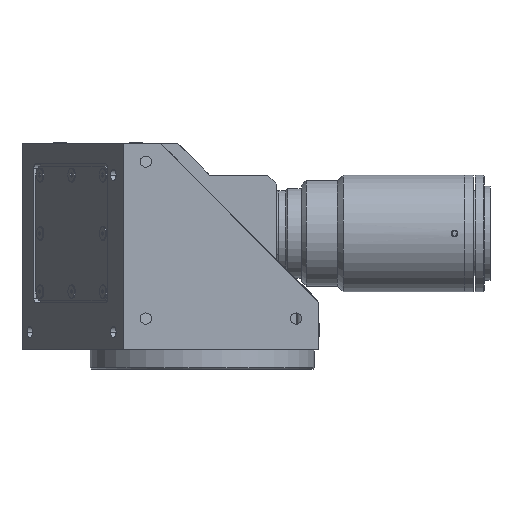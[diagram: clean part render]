
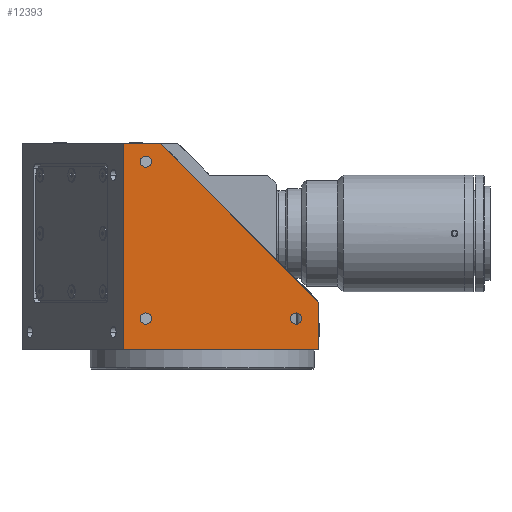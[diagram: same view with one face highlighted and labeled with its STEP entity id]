
A CAD part, front view. The second image highlights one B-rep face of the part: STEP entity #12393.
In plain terms, the highlighted planar face has unit normal (0, -1, 0).
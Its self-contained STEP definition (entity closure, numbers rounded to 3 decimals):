
#100 = AXIS2_PLACEMENT_3D ( 'NONE', #3662, #213, #6825 ) ;
#213 = DIRECTION ( 'NONE',  ( 0., -1., 0. ) ) ;
#225 = EDGE_CURVE ( 'NONE', #9673, #4301, #2195, .T. ) ;
#247 = FACE_BOUND ( 'NONE', #6242, .T. ) ;
#364 = DIRECTION ( 'NONE',  ( 0., 0., -1. ) ) ;
#463 = EDGE_CURVE ( 'NONE', #4086, #9115, #12533, .T. ) ;
#706 = VERTEX_POINT ( 'NONE', #1157 ) ;
#816 = ORIENTED_EDGE ( 'NONE', *, *, #1893, .T. ) ;
#1009 = VERTEX_POINT ( 'NONE', #5172 ) ;
#1157 = CARTESIAN_POINT ( 'NONE',  ( -35.185, -52., 190.192 ) ) ;
#1568 = CIRCLE ( 'NONE', #12107, 2.5 ) ;
#1575 = CARTESIAN_POINT ( 'NONE',  ( -25.185, -52., 206.692 ) ) ;
#1609 = LINE ( 'NONE', #3812, #4992 ) ;
#1893 = EDGE_CURVE ( 'NONE', #5011, #1009, #3678, .T. ) ;
#2005 = EDGE_CURVE ( 'NONE', #11699, #3604, #1568, .T. ) ;
#2070 = CARTESIAN_POINT ( 'NONE',  ( 52., -52., 180.192 ) ) ;
#2139 = VECTOR ( 'NONE', #9934, 1000. ) ;
#2195 = CIRCLE ( 'NONE', #2211, 2.5 ) ;
#2211 = AXIS2_PLACEMENT_3D ( 'NONE', #10381, #7350, #8532 ) ;
#2488 = CARTESIAN_POINT ( 'NONE',  ( 41.815, -52., 204.192 ) ) ;
#2514 = PLANE ( 'NONE',  #7258 ) ;
#2719 = DIRECTION ( 'NONE',  ( 0., 0., 1. ) ) ;
#2943 = DIRECTION ( 'NONE',  ( 0., -1., 0. ) ) ;
#3382 = EDGE_CURVE ( 'NONE', #3604, #11699, #3703, .T. ) ;
#3433 = EDGE_LOOP ( 'NONE', ( #6700, #816, #6889, #14472, #9851 ) ) ;
#3460 = DIRECTION ( 'NONE',  ( -0.707, 0., 0.707 ) ) ;
#3604 = VERTEX_POINT ( 'NONE', #11008 ) ;
#3662 = CARTESIAN_POINT ( 'NONE',  ( -25.185, -52., 274.192 ) ) ;
#3678 = LINE ( 'NONE', #9049, #4196 ) ;
#3703 = CIRCLE ( 'NONE', #9339, 2.5 ) ;
#3812 = CARTESIAN_POINT ( 'NONE',  ( -35.185, -52., 282.192 ) ) ;
#3814 = EDGE_LOOP ( 'NONE', ( #14448, #3986 ) ) ;
#3894 = ORIENTED_EDGE ( 'NONE', *, *, #3382, .F. ) ;
#3986 = ORIENTED_EDGE ( 'NONE', *, *, #463, .F. ) ;
#4086 = VERTEX_POINT ( 'NONE', #11114 ) ;
#4196 = VECTOR ( 'NONE', #3460, 1000. ) ;
#4278 = CIRCLE ( 'NONE', #12025, 2.5 ) ;
#4301 = VERTEX_POINT ( 'NONE', #13079 ) ;
#4350 = AXIS2_PLACEMENT_3D ( 'NONE', #13016, #2943, #7431 ) ;
#4396 = CARTESIAN_POINT ( 'NONE',  ( 41.815, -52., 206.692 ) ) ;
#4637 = DIRECTION ( 'NONE',  ( 0., 0., -1. ) ) ;
#4782 = DIRECTION ( 'NONE',  ( 0., -1., 0. ) ) ;
#4940 = VECTOR ( 'NONE', #2719, 1000. ) ;
#4992 = VECTOR ( 'NONE', #6095, 1000. ) ;
#5011 = VERTEX_POINT ( 'NONE', #5646 ) ;
#5172 = CARTESIAN_POINT ( 'NONE',  ( -18.787, -52., 282.192 ) ) ;
#5646 = CARTESIAN_POINT ( 'NONE',  ( 52., -52., 211.405 ) ) ;
#6039 = CARTESIAN_POINT ( 'NONE',  ( -35.185, -52., 180.192 ) ) ;
#6095 = DIRECTION ( 'NONE',  ( 1., 0., 0. ) ) ;
#6137 = DIRECTION ( 'NONE',  ( 0., -1., 0. ) ) ;
#6242 = EDGE_LOOP ( 'NONE', ( #13327, #11523 ) ) ;
#6454 = DIRECTION ( 'NONE',  ( 0., 0., -1. ) ) ;
#6468 = ORIENTED_EDGE ( 'NONE', *, *, #2005, .F. ) ;
#6700 = ORIENTED_EDGE ( 'NONE', *, *, #13780, .T. ) ;
#6825 = DIRECTION ( 'NONE',  ( 0., 0., -1. ) ) ;
#6857 = CARTESIAN_POINT ( 'NONE',  ( -35.185, -52., 180.192 ) ) ;
#6889 = ORIENTED_EDGE ( 'NONE', *, *, #10127, .F. ) ;
#7258 = AXIS2_PLACEMENT_3D ( 'NONE', #6857, #4782, #4637 ) ;
#7350 = DIRECTION ( 'NONE',  ( 0., -1., 0. ) ) ;
#7431 = DIRECTION ( 'NONE',  ( 0., 0., -1. ) ) ;
#7655 = LINE ( 'NONE', #2070, #2139 ) ;
#7877 = FACE_OUTER_BOUND ( 'NONE', #3433, .T. ) ;
#8330 = LINE ( 'NONE', #12806, #9404 ) ;
#8532 = DIRECTION ( 'NONE',  ( 0., 0., -1. ) ) ;
#8910 = FACE_BOUND ( 'NONE', #3814, .T. ) ;
#9049 = CARTESIAN_POINT ( 'NONE',  ( -18.787, -52., 282.192 ) ) ;
#9115 = VERTEX_POINT ( 'NONE', #11826 ) ;
#9339 = AXIS2_PLACEMENT_3D ( 'NONE', #2488, #10286, #364 ) ;
#9404 = VECTOR ( 'NONE', #13025, 1000. ) ;
#9673 = VERTEX_POINT ( 'NONE', #1575 ) ;
#9692 = EDGE_CURVE ( 'NONE', #4301, #9673, #4278, .T. ) ;
#9705 = LINE ( 'NONE', #6039, #4940 ) ;
#9851 = ORIENTED_EDGE ( 'NONE', *, *, #13458, .T. ) ;
#9934 = DIRECTION ( 'NONE',  ( 0., 0., 1. ) ) ;
#10127 = EDGE_CURVE ( 'NONE', #13279, #1009, #1609, .T. ) ;
#10286 = DIRECTION ( 'NONE',  ( 0., -1., 0. ) ) ;
#10381 = CARTESIAN_POINT ( 'NONE',  ( -25.185, -52., 204.192 ) ) ;
#10948 = VERTEX_POINT ( 'NONE', #12816 ) ;
#11008 = CARTESIAN_POINT ( 'NONE',  ( 41.815, -52., 201.692 ) ) ;
#11053 = CARTESIAN_POINT ( 'NONE',  ( -35.185, -52., 282.192 ) ) ;
#11114 = CARTESIAN_POINT ( 'NONE',  ( -25.185, -52., 276.692 ) ) ;
#11523 = ORIENTED_EDGE ( 'NONE', *, *, #225, .F. ) ;
#11588 = EDGE_CURVE ( 'NONE', #9115, #4086, #14453, .T. ) ;
#11686 = CARTESIAN_POINT ( 'NONE',  ( 41.815, -52., 204.192 ) ) ;
#11699 = VERTEX_POINT ( 'NONE', #4396 ) ;
#11826 = CARTESIAN_POINT ( 'NONE',  ( -25.185, -52., 271.692 ) ) ;
#12025 = AXIS2_PLACEMENT_3D ( 'NONE', #12741, #6137, #12815 ) ;
#12107 = AXIS2_PLACEMENT_3D ( 'NONE', #11686, #12862, #6454 ) ;
#12393 = ADVANCED_FACE ( 'NONE', ( #8910, #14202, #247, #7877 ), #2514, .T. ) ;
#12533 = CIRCLE ( 'NONE', #100, 2.5 ) ;
#12741 = CARTESIAN_POINT ( 'NONE',  ( -25.185, -52., 204.192 ) ) ;
#12806 = CARTESIAN_POINT ( 'NONE',  ( -35.185, -52., 190.192 ) ) ;
#12815 = DIRECTION ( 'NONE',  ( 0., 0., -1. ) ) ;
#12816 = CARTESIAN_POINT ( 'NONE',  ( 52., -52., 190.192 ) ) ;
#12862 = DIRECTION ( 'NONE',  ( 0., -1., 0. ) ) ;
#13016 = CARTESIAN_POINT ( 'NONE',  ( -25.185, -52., 274.192 ) ) ;
#13025 = DIRECTION ( 'NONE',  ( 1., 0., 0. ) ) ;
#13079 = CARTESIAN_POINT ( 'NONE',  ( -25.185, -52., 201.692 ) ) ;
#13279 = VERTEX_POINT ( 'NONE', #11053 ) ;
#13327 = ORIENTED_EDGE ( 'NONE', *, *, #9692, .F. ) ;
#13458 = EDGE_CURVE ( 'NONE', #706, #10948, #8330, .T. ) ;
#13780 = EDGE_CURVE ( 'NONE', #10948, #5011, #7655, .T. ) ;
#13973 = EDGE_CURVE ( 'NONE', #706, #13279, #9705, .T. ) ;
#14057 = EDGE_LOOP ( 'NONE', ( #3894, #6468 ) ) ;
#14202 = FACE_BOUND ( 'NONE', #14057, .T. ) ;
#14448 = ORIENTED_EDGE ( 'NONE', *, *, #11588, .F. ) ;
#14453 = CIRCLE ( 'NONE', #4350, 2.5 ) ;
#14472 = ORIENTED_EDGE ( 'NONE', *, *, #13973, .F. ) ;
